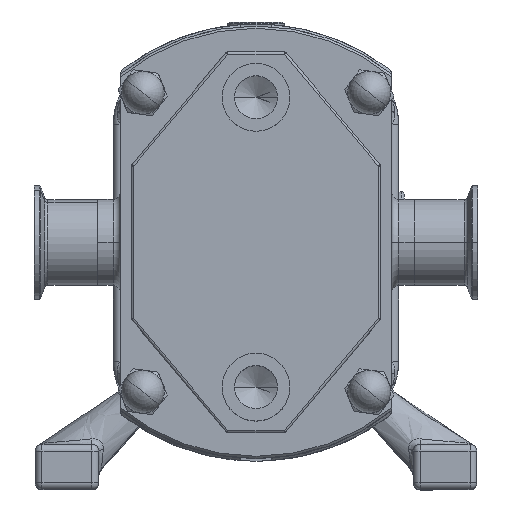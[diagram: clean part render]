
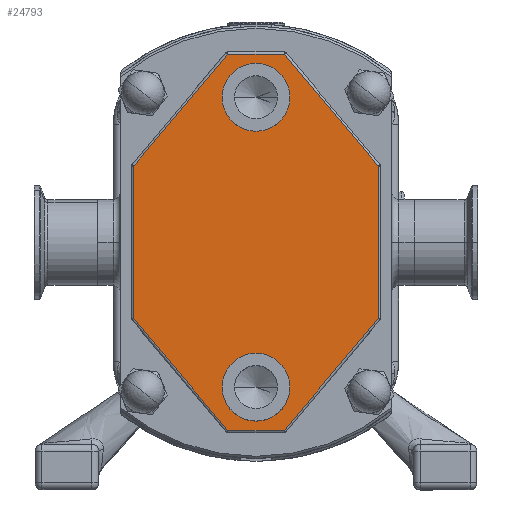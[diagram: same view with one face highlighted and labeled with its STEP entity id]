
A CAD part, top view. The second image highlights one B-rep face of the part: STEP entity #24793.
In plain terms, the highlighted planar face has unit normal (0, 0, 1).
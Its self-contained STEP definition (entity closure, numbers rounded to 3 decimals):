
#251 = CARTESIAN_POINT ( 'NONE',  ( 54., 34., 15. ) ) ;
#1151 = DIRECTION ( 'NONE',  ( 0., 0., 1. ) ) ;
#1953 = VECTOR ( 'NONE', #15598, 1000. ) ;
#2646 = ORIENTED_EDGE ( 'NONE', *, *, #28140, .T. ) ;
#3062 = VERTEX_POINT ( 'NONE', #15268 ) ;
#3414 = FACE_BOUND ( 'NONE', #29866, .T. ) ;
#3509 = CARTESIAN_POINT ( 'NONE',  ( -15., -64., 15. ) ) ;
#3630 = DIRECTION ( 'NONE',  ( 1., 0., 0. ) ) ;
#3904 = ORIENTED_EDGE ( 'NONE', *, *, #6246, .T. ) ;
#4341 = LINE ( 'NONE', #29429, #13625 ) ;
#4803 = CIRCLE ( 'NONE', #17398, 15. ) ;
#5381 = DIRECTION ( 'NONE',  ( 1., 0., 0. ) ) ;
#5541 = DIRECTION ( 'NONE',  ( 0., 0., 1. ) ) ;
#5564 = LINE ( 'NONE', #30981, #1953 ) ;
#5992 = DIRECTION ( 'NONE',  ( -0.643, 0.766, 0. ) ) ;
#6246 = EDGE_CURVE ( 'NONE', #23702, #11847, #7630, .T. ) ;
#6360 = ORIENTED_EDGE ( 'NONE', *, *, #15775, .T. ) ;
#6631 = EDGE_CURVE ( 'NONE', #15215, #13361, #4803, .T. ) ;
#7079 = DIRECTION ( 'NONE',  ( 0., 0., 1. ) ) ;
#7475 = DIRECTION ( 'NONE',  ( 0., 1., 0. ) ) ;
#7630 = LINE ( 'NONE', #251, #13160 ) ;
#7974 = CIRCLE ( 'NONE', #17931, 15. ) ;
#8030 = EDGE_CURVE ( 'NONE', #29648, #26704, #4341, .T. ) ;
#8167 = LINE ( 'NONE', #20829, #31487 ) ;
#8334 = DIRECTION ( 'NONE',  ( 0.643, 0.766, 0. ) ) ;
#8488 = FACE_OUTER_BOUND ( 'NONE', #19624, .T. ) ;
#9146 = ORIENTED_EDGE ( 'NONE', *, *, #31920, .T. ) ;
#9543 = CARTESIAN_POINT ( 'NONE',  ( 0., 64., 15. ) ) ;
#9953 = ORIENTED_EDGE ( 'NONE', *, *, #15310, .F. ) ;
#11065 = DIRECTION ( 'NONE',  ( 1., 0., 0. ) ) ;
#11096 = ORIENTED_EDGE ( 'NONE', *, *, #14664, .F. ) ;
#11215 = ORIENTED_EDGE ( 'NONE', *, *, #6631, .F. ) ;
#11234 = CARTESIAN_POINT ( 'NONE',  ( 54., -33.636, 15. ) ) ;
#11491 = VECTOR ( 'NONE', #23720, 1000. ) ;
#11847 = VERTEX_POINT ( 'NONE', #18397 ) ;
#12756 = VECTOR ( 'NONE', #8334, 1000. ) ;
#13035 = ORIENTED_EDGE ( 'NONE', *, *, #20194, .T. ) ;
#13160 = VECTOR ( 'NONE', #7475, 1000. ) ;
#13306 = CARTESIAN_POINT ( 'NONE',  ( 0., 64., 15. ) ) ;
#13361 = VERTEX_POINT ( 'NONE', #15588 ) ;
#13625 = VECTOR ( 'NONE', #24366, 1000. ) ;
#13693 = CARTESIAN_POINT ( 'NONE',  ( -54., -34., 15. ) ) ;
#13860 = CARTESIAN_POINT ( 'NONE',  ( -12.534, -83.054, 15. ) ) ;
#13935 = VERTEX_POINT ( 'NONE', #25965 ) ;
#14593 = VECTOR ( 'NONE', #5992, 1000. ) ;
#14664 = EDGE_CURVE ( 'NONE', #3062, #17275, #7974, .T. ) ;
#15215 = VERTEX_POINT ( 'NONE', #22035 ) ;
#15253 = VERTEX_POINT ( 'NONE', #31840 ) ;
#15268 = CARTESIAN_POINT ( 'NONE',  ( 15., -64., 15. ) ) ;
#15310 = EDGE_CURVE ( 'NONE', #13361, #15215, #27907, .T. ) ;
#15588 = CARTESIAN_POINT ( 'NONE',  ( 15., 64., 15. ) ) ;
#15598 = DIRECTION ( 'NONE',  ( -1., 0., 0. ) ) ;
#15741 = LINE ( 'NONE', #30806, #12756 ) ;
#15775 = EDGE_CURVE ( 'NONE', #13935, #23702, #15741, .T. ) ;
#15939 = CARTESIAN_POINT ( 'NONE',  ( -12.534, 83.054, 15. ) ) ;
#16162 = CARTESIAN_POINT ( 'NONE',  ( 13., -83.054, 15. ) ) ;
#17275 = VERTEX_POINT ( 'NONE', #3509 ) ;
#17398 = AXIS2_PLACEMENT_3D ( 'NONE', #13306, #20087, #27615 ) ;
#17707 = DIRECTION ( 'NONE',  ( 0.643, -0.766, 0. ) ) ;
#17865 = FACE_BOUND ( 'NONE', #31220, .T. ) ;
#17931 = AXIS2_PLACEMENT_3D ( 'NONE', #18458, #28943, #11065 ) ;
#18027 = CARTESIAN_POINT ( 'NONE',  ( 0., 99.546, 15. ) ) ;
#18335 = AXIS2_PLACEMENT_3D ( 'NONE', #28396, #1151, #3630 ) ;
#18397 = CARTESIAN_POINT ( 'NONE',  ( 54., 33.636, 15. ) ) ;
#18458 = CARTESIAN_POINT ( 'NONE',  ( 0., -64., 15. ) ) ;
#18928 = ORIENTED_EDGE ( 'NONE', *, *, #29676, .F. ) ;
#19204 = EDGE_CURVE ( 'NONE', #15253, #29648, #5564, .T. ) ;
#19404 = DIRECTION ( 'NONE',  ( 1., 0., 0. ) ) ;
#19624 = EDGE_LOOP ( 'NONE', ( #6360, #3904, #2646, #24507, #28615, #13035, #9146, #30888 ) ) ;
#20087 = DIRECTION ( 'NONE',  ( 0., 0., 1. ) ) ;
#20194 = EDGE_CURVE ( 'NONE', #26704, #25005, #26169, .T. ) ;
#20621 = CARTESIAN_POINT ( 'NONE',  ( 12.234, 83.411, 15. ) ) ;
#20779 = LINE ( 'NONE', #20621, #14593 ) ;
#20829 = CARTESIAN_POINT ( 'NONE',  ( -12.234, -83.411, 15. ) ) ;
#21250 = LINE ( 'NONE', #16162, #11491 ) ;
#22035 = CARTESIAN_POINT ( 'NONE',  ( -15., 64., 15. ) ) ;
#22169 = AXIS2_PLACEMENT_3D ( 'NONE', #9543, #7079, #19404 ) ;
#22220 = VERTEX_POINT ( 'NONE', #13860 ) ;
#23702 = VERTEX_POINT ( 'NONE', #11234 ) ;
#23709 = DIRECTION ( 'NONE',  ( 0., -1., 0. ) ) ;
#23720 = DIRECTION ( 'NONE',  ( 1., 0., 0. ) ) ;
#24366 = DIRECTION ( 'NONE',  ( -0.643, -0.766, 0. ) ) ;
#24507 = ORIENTED_EDGE ( 'NONE', *, *, #19204, .T. ) ;
#24793 = ADVANCED_FACE ( 'NONE', ( #8488, #3414, #17865 ), #27861, .T. ) ;
#25005 = VERTEX_POINT ( 'NONE', #32234 ) ;
#25965 = CARTESIAN_POINT ( 'NONE',  ( 12.534, -83.054, 15. ) ) ;
#26169 = LINE ( 'NONE', #13693, #29462 ) ;
#26704 = VERTEX_POINT ( 'NONE', #30869 ) ;
#27615 = DIRECTION ( 'NONE',  ( 1., 0., 0. ) ) ;
#27861 = PLANE ( 'NONE',  #32322 ) ;
#27907 = CIRCLE ( 'NONE', #22169, 15. ) ;
#28140 = EDGE_CURVE ( 'NONE', #11847, #15253, #20779, .T. ) ;
#28396 = CARTESIAN_POINT ( 'NONE',  ( 0., -64., 15. ) ) ;
#28615 = ORIENTED_EDGE ( 'NONE', *, *, #8030, .T. ) ;
#28943 = DIRECTION ( 'NONE',  ( 0., 0., 1. ) ) ;
#29101 = EDGE_CURVE ( 'NONE', #22220, #13935, #21250, .T. ) ;
#29429 = CARTESIAN_POINT ( 'NONE',  ( -54.234, 33.357, 15. ) ) ;
#29462 = VECTOR ( 'NONE', #23709, 1000. ) ;
#29648 = VERTEX_POINT ( 'NONE', #15939 ) ;
#29676 = EDGE_CURVE ( 'NONE', #17275, #3062, #32445, .T. ) ;
#29866 = EDGE_LOOP ( 'NONE', ( #11215, #9953 ) ) ;
#30806 = CARTESIAN_POINT ( 'NONE',  ( 54.234, -33.357, 15. ) ) ;
#30869 = CARTESIAN_POINT ( 'NONE',  ( -54., 33.636, 15. ) ) ;
#30888 = ORIENTED_EDGE ( 'NONE', *, *, #29101, .T. ) ;
#30981 = CARTESIAN_POINT ( 'NONE',  ( -13., 83.054, 15. ) ) ;
#31220 = EDGE_LOOP ( 'NONE', ( #18928, #11096 ) ) ;
#31487 = VECTOR ( 'NONE', #17707, 1000. ) ;
#31840 = CARTESIAN_POINT ( 'NONE',  ( 12.534, 83.054, 15. ) ) ;
#31920 = EDGE_CURVE ( 'NONE', #25005, #22220, #8167, .T. ) ;
#32234 = CARTESIAN_POINT ( 'NONE',  ( -54., -33.636, 15. ) ) ;
#32322 = AXIS2_PLACEMENT_3D ( 'NONE', #18027, #5541, #5381 ) ;
#32445 = CIRCLE ( 'NONE', #18335, 15. ) ;
